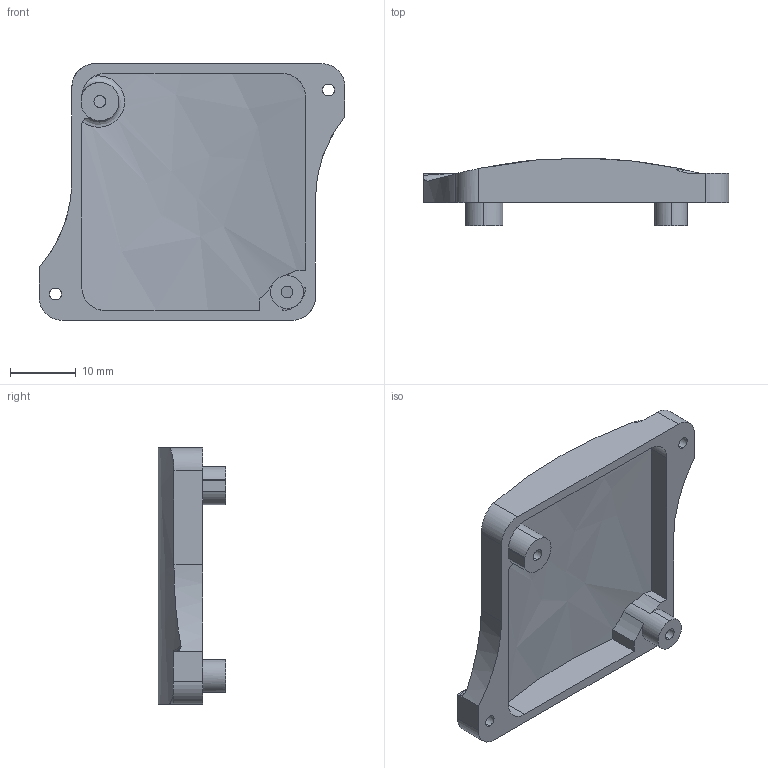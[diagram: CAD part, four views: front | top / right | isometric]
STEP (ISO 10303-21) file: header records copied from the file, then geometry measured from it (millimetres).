
FILE_DESCRIPTION (( 'STEP AP203' ), '1' );
FILE_NAME ('sparkfun_Watch_cap_with_ble.STEP', '2023-03-11T07:30:46', ( '' ), ( '' ), 'SwSTEP 2.0', 'SolidWorks 2019', '' );
FILE_SCHEMA (( 'CONFIG_CONTROL_DESIGN' ));
Length unit declared in the file: millimetre
Products named in the file (1): sparkfun_Watch_cap_with_ble
Bounding box: 46.5 x 10.25 x 39 mm (x, y, z)
Volume: 3821.4 mm3; surface area: 4776.3 mm2
Topology: 1 solids, 1 shells, 65 faces, 177 edges, 117 vertices
Faces by surface type: cylinder 31, plane 24, bspline 10
Entity records: 3161 total; most frequent: CARTESIAN_POINT 1528, ORIENTED_EDGE 354, DIRECTION 277, EDGE_CURVE 177, VERTEX_POINT 117, AXIS2_PLACEMENT_3D 96, LINE 85, VECTOR 85
